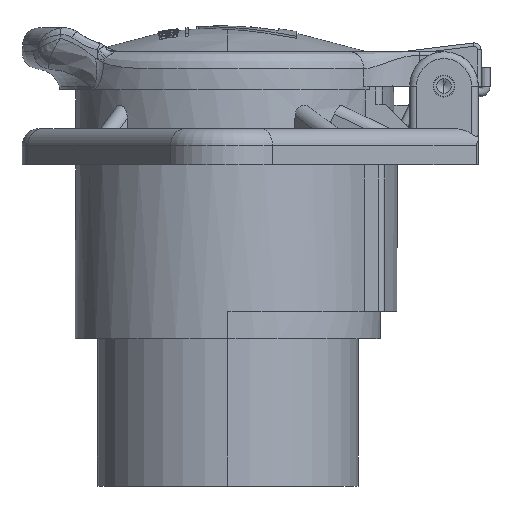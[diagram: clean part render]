
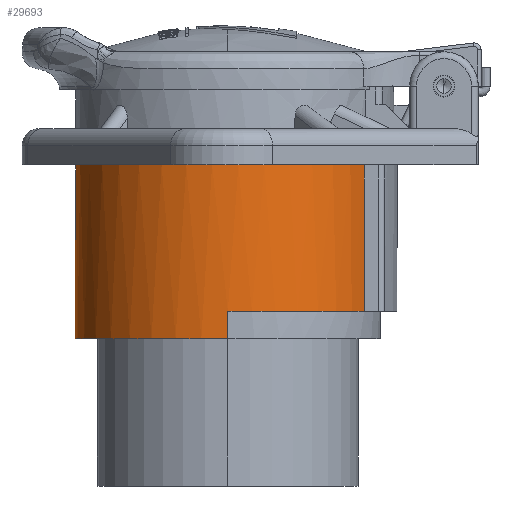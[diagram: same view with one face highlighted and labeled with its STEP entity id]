
A CAD part, left-side view. The second image highlights one B-rep face of the part: STEP entity #29693.
In plain terms, the highlighted cylindrical face has radius 22.25 mm (diameter 44.5 mm), a partial arc.
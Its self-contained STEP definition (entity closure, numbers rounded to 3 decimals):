
#70=CARTESIAN_POINT('',(0.,0.,0.));
#71=DIRECTION('',(0.,0.,-1.));
#72=DIRECTION('',(-0.449,-0.893,0.));
#73=AXIS2_PLACEMENT_3D('',#70,#71,#72);
#8983=DIRECTION('',(0.,0.,-1.));
#8984=VECTOR('',#8983,21.3);
#8985=CARTESIAN_POINT('',(10.,-19.876,0.));
#8986=LINE('',#8985,#8984);
#8987=CARTESIAN_POINT('',(0.,0.,-21.3));
#8988=DIRECTION('',(0.,0.,-1.));
#8989=DIRECTION('',(-0.449,-0.893,0.));
#8990=AXIS2_PLACEMENT_3D('',#8987,#8988,#8989);
#8992=DIRECTION('',(0.,0.,-1.));
#8993=VECTOR('',#8992,4.);
#8994=CARTESIAN_POINT('',(-22.25,0.,-21.3));
#8995=LINE('',#8994,#8993);
#8996=CARTESIAN_POINT('',(0.,0.,-21.3));
#8997=DIRECTION('',(0.,0.,-1.));
#8998=DIRECTION('',(1.,0.,0.));
#8999=AXIS2_PLACEMENT_3D('',#8996,#8997,#8998);
#9001=DIRECTION('',(0.,0.,-1.));
#9002=VECTOR('',#9001,21.3);
#9003=CARTESIAN_POINT('',(-10.,-19.876,0.));
#9004=LINE('',#9003,#9002);
#9005=DIRECTION('',(0.,0.,-1.));
#9006=VECTOR('',#9005,4.);
#9007=CARTESIAN_POINT('',(22.25,0.,-21.3));
#9008=LINE('',#9007,#9006);
#9014=CARTESIAN_POINT('',(0.,0.,-25.3));
#9015=DIRECTION('',(0.,0.,-1.));
#9016=DIRECTION('',(-1.,0.,0.));
#9017=AXIS2_PLACEMENT_3D('',#9014,#9015,#9016);
#14842=CARTESIAN_POINT('',(-10.,-19.876,0.));
#14843=CARTESIAN_POINT('',(10.,-19.876,0.));
#14844=VERTEX_POINT('',#14842);
#14845=VERTEX_POINT('',#14843);
#14846=CARTESIAN_POINT('',(22.25,0.,-25.3));
#14847=CARTESIAN_POINT('',(-22.25,0.,-25.3));
#14848=VERTEX_POINT('',#14846);
#14849=VERTEX_POINT('',#14847);
#14850=CARTESIAN_POINT('',(22.25,0.,-21.3));
#14851=CARTESIAN_POINT('',(10.,-19.876,-21.3));
#14852=VERTEX_POINT('',#14850);
#14853=VERTEX_POINT('',#14851);
#14854=CARTESIAN_POINT('',(-10.,-19.876,-21.3));
#14855=VERTEX_POINT('',#14854);
#14856=CARTESIAN_POINT('',(-22.25,0.,-21.3));
#14857=VERTEX_POINT('',#14856);
#29672=CARTESIAN_POINT('',(0.,0.,0.));
#29673=DIRECTION('',(0.,0.,-1.));
#29674=DIRECTION('',(1.,0.,0.));
#29675=AXIS2_PLACEMENT_3D('',#29672,#29673,#29674);
#29676=CYLINDRICAL_SURFACE('',#29675,22.25);
#29678=ORIENTED_EDGE('',*,*,#29677,.T.);
#29680=ORIENTED_EDGE('',*,*,#29679,.T.);
#29682=ORIENTED_EDGE('',*,*,#29681,.T.);
#29684=ORIENTED_EDGE('',*,*,#29683,.F.);
#29686=ORIENTED_EDGE('',*,*,#29685,.T.);
#29687=ORIENTED_EDGE('',*,*,#29665,.F.);
#29688=ORIENTED_EDGE('',*,*,#17809,.F.);
#29690=ORIENTED_EDGE('',*,*,#29689,.T.);
#29691=EDGE_LOOP('',(#29678,#29680,#29682,#29684,#29686,#29687,#29688,#29690));
#29692=FACE_OUTER_BOUND('',#29691,.F.);
#29693=ADVANCED_FACE('',(#29692),#29676,.T.);
#74=CIRCLE('',#73,22.25);
#8991=CIRCLE('',#8990,22.25);
#9000=CIRCLE('',#8999,22.25);
#9018=CIRCLE('',#9017,22.25);
#17809=EDGE_CURVE('',#14844,#14845,#74,.T.);
#29665=EDGE_CURVE('',#14845,#14853,#8986,.T.);
#29677=EDGE_CURVE('',#14855,#14857,#8991,.T.);
#29679=EDGE_CURVE('',#14857,#14849,#8995,.T.);
#29681=EDGE_CURVE('',#14849,#14848,#9018,.T.);
#29683=EDGE_CURVE('',#14852,#14848,#9008,.T.);
#29685=EDGE_CURVE('',#14852,#14853,#9000,.T.);
#29689=EDGE_CURVE('',#14844,#14855,#9004,.T.);
